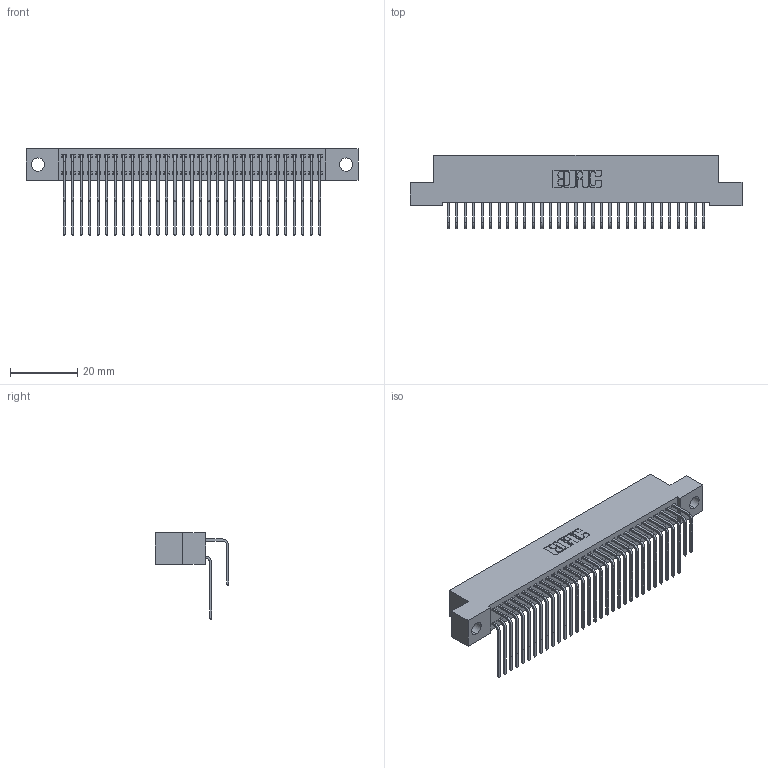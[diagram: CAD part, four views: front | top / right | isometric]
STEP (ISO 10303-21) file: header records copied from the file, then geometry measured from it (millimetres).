
FILE_DESCRIPTION (( 'STEP AP203' ), '1' );
FILE_NAME ('392-062-558-204.STEP', '2019-10-09T10:33:53', ( '' ), ( '' ), 'SwSTEP 2.0', 'SolidWorks 2016', '' );
FILE_SCHEMA (( 'CONFIG_CONTROL_DESIGN' ));
Length unit declared in the file: inch
Products named in the file (4): 342 Part_.156 TH; 345-292-001_558 559 Tail - 1; 345-292-001_558 Tail - 2; 392-062-558-204
Assembly tree (63 placements, depth 2):
  392-062-558-204
    342 Part_.156 TH
    345-292-001_558 559 Tail - 1  x31
    345-292-001_558 Tail - 2  x31
Bounding box: 99.06 x 21.91 x 25.78 mm (x, y, z)
Volume: 9119.1 mm3; surface area: 16014.7 mm2
Topology: 63 solids, 63 shells, 3458 faces, 10281 edges, 6770 vertices
Faces by surface type: plane 2422, cylinder 1036
Entity records: 23021 total; most frequent: CARTESIAN_POINT 3877, ORIENTED_EDGE 3762, DIRECTION 3313, EDGE_CURVE 1881, LINE 1713, VECTOR 1713, VERTEX_POINT 1250, AXIS2_PLACEMENT_3D 800
